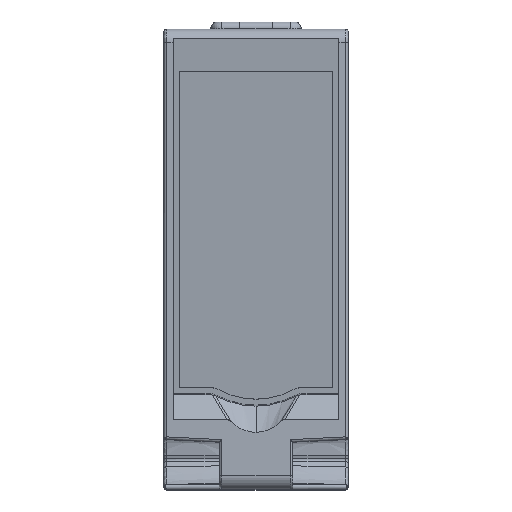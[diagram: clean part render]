
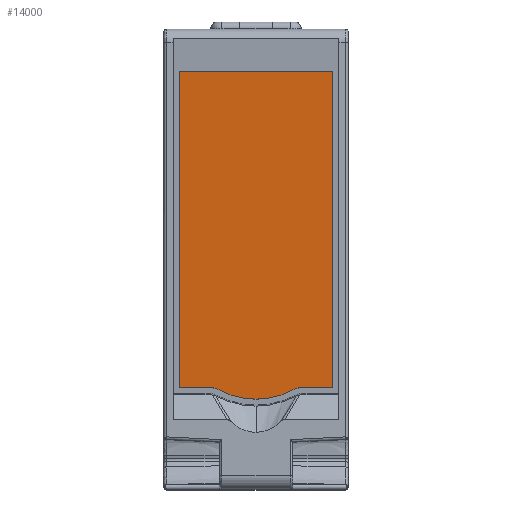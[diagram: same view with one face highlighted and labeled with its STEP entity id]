
A CAD part, top view. The second image highlights one B-rep face of the part: STEP entity #14000.
In plain terms, the highlighted planar face has unit normal (0, -0.096, 0.995).
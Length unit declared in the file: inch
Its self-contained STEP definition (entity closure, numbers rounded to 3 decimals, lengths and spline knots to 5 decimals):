
#114 = AXIS2_PLACEMENT_3D ( 'NONE', #1813, #5938, #8767 ) ;
#225 = ORIENTED_EDGE ( 'NONE', *, *, #5436, .T. ) ;
#264 = LINE ( 'NONE', #12060, #5854 ) ;
#593 = EDGE_CURVE ( 'NONE', #13546, #12655, #11621, .T. ) ;
#634 = EDGE_CURVE ( 'NONE', #7695, #10913, #15917, .T. ) ;
#999 = DIRECTION ( 'NONE',  ( -1., 0., 0. ) ) ;
#1780 = CARTESIAN_POINT ( 'NONE',  ( 0., 0.7135, -0.11887 ) ) ;
#1807 = LINE ( 'NONE', #15476, #17789 ) ;
#1813 = CARTESIAN_POINT ( 'NONE',  ( 0., 0.7135, -0.11887 ) ) ;
#1920 = CARTESIAN_POINT ( 'NONE',  ( -0.15661, 0.42579, -0.14657 ) ) ;
#2197 = ORIENTED_EDGE ( 'NONE', *, *, #8473, .T. ) ;
#2871 = VECTOR ( 'NONE', #15742, 39.37008 ) ;
#2956 = CIRCLE ( 'NONE', #7570, 0.07874 ) ;
#2964 = AXIS2_PLACEMENT_3D ( 'NONE', #1780, #10272, #16213 ) ;
#3667 = AXIS2_PLACEMENT_3D ( 'NONE', #19080, #5875, #5677 ) ;
#4584 = CARTESIAN_POINT ( 'NONE',  ( -0.19412, 0.35688, -0.1532 ) ) ;
#4701 = DIRECTION ( 'NONE',  ( -1., 0., 0. ) ) ;
#5436 = EDGE_CURVE ( 'NONE', #7695, #9705, #2956, .T. ) ;
#5497 = EDGE_CURVE ( 'NONE', #9236, #13546, #1807, .T. ) ;
#5677 = DIRECTION ( 'NONE',  ( 0., -0.995, -0.096 ) ) ;
#5854 = VECTOR ( 'NONE', #4701, 39.37008 ) ;
#5875 = DIRECTION ( 'NONE',  ( 0., 0.096, -0.995 ) ) ;
#5938 = DIRECTION ( 'NONE',  ( 0., -0.096, 0.995 ) ) ;
#6597 = ORIENTED_EDGE ( 'NONE', *, *, #634, .F. ) ;
#6761 = CARTESIAN_POINT ( 'NONE',  ( -0.32874, 1.7889, -0.01532 ) ) ;
#7081 = VECTOR ( 'NONE', #13887, 39.37008 ) ;
#7289 = CIRCLE ( 'NONE', #2964, 0.32874 ) ;
#7402 = CARTESIAN_POINT ( 'NONE',  ( 0.15661, 0.42579, -0.14657 ) ) ;
#7459 = EDGE_CURVE ( 'NONE', #10913, #9236, #15444, .T. ) ;
#7570 = AXIS2_PLACEMENT_3D ( 'NONE', #4584, #17878, #10502 ) ;
#7695 = VERTEX_POINT ( 'NONE', #12830 ) ;
#7935 = ORIENTED_EDGE ( 'NONE', *, *, #7459, .F. ) ;
#8140 = CARTESIAN_POINT ( 'NONE',  ( -0.32874, 0.43526, -0.14566 ) ) ;
#8473 = EDGE_CURVE ( 'NONE', #12673, #10556, #13882, .T. ) ;
#8582 = CARTESIAN_POINT ( 'NONE',  ( 0.32874, 0.43526, -0.14566 ) ) ;
#8767 = DIRECTION ( 'NONE',  ( 0., -0.995, -0.096 ) ) ;
#9038 = VECTOR ( 'NONE', #999, 39.37008 ) ;
#9236 = VERTEX_POINT ( 'NONE', #6761 ) ;
#9272 = ORIENTED_EDGE ( 'NONE', *, *, #5497, .F. ) ;
#9405 = ORIENTED_EDGE ( 'NONE', *, *, #593, .F. ) ;
#9705 = VERTEX_POINT ( 'NONE', #1920 ) ;
#10093 = CARTESIAN_POINT ( 'NONE',  ( 0.32874, 1.7889, -0.01532 ) ) ;
#10115 = CARTESIAN_POINT ( 'NONE',  ( -0.32874, 0.43526, -0.14566 ) ) ;
#10171 = CARTESIAN_POINT ( 'NONE',  ( 0.32874, 1.7889, -0.01532 ) ) ;
#10272 = DIRECTION ( 'NONE',  ( 0., 0.096, -0.995 ) ) ;
#10502 = DIRECTION ( 'NONE',  ( 0., -0.995, -0.096 ) ) ;
#10556 = VERTEX_POINT ( 'NONE', #11912 ) ;
#10913 = VERTEX_POINT ( 'NONE', #10115 ) ;
#11213 = EDGE_CURVE ( 'NONE', #12673, #9705, #7289, .T. ) ;
#11621 = LINE ( 'NONE', #10171, #2871 ) ;
#11673 = ORIENTED_EDGE ( 'NONE', *, *, #18909, .F. ) ;
#11912 = CARTESIAN_POINT ( 'NONE',  ( 0.19412, 0.43526, -0.14566 ) ) ;
#12044 = FACE_OUTER_BOUND ( 'NONE', #16120, .T. ) ;
#12060 = CARTESIAN_POINT ( 'NONE',  ( 0.17302, 0.43526, -0.14566 ) ) ;
#12655 = VERTEX_POINT ( 'NONE', #8582 ) ;
#12673 = VERTEX_POINT ( 'NONE', #7402 ) ;
#12830 = CARTESIAN_POINT ( 'NONE',  ( -0.19412, 0.43526, -0.14566 ) ) ;
#13546 = VERTEX_POINT ( 'NONE', #10093 ) ;
#13882 = CIRCLE ( 'NONE', #3667, 0.07874 ) ;
#13887 = DIRECTION ( 'NONE',  ( 0., 0.995, 0.096 ) ) ;
#14000 = ADVANCED_FACE ( 'NONE', ( #12044 ), #15081, .T. ) ;
#15074 = DIRECTION ( 'NONE',  ( 1., 0., 0. ) ) ;
#15081 = PLANE ( 'NONE',  #114 ) ;
#15444 = LINE ( 'NONE', #8140, #7081 ) ;
#15476 = CARTESIAN_POINT ( 'NONE',  ( -0.32874, 1.7889, -0.01532 ) ) ;
#15742 = DIRECTION ( 'NONE',  ( 0., -0.995, -0.096 ) ) ;
#15917 = LINE ( 'NONE', #17561, #9038 ) ;
#16120 = EDGE_LOOP ( 'NONE', ( #2197, #11673, #9405, #9272, #7935, #6597, #225, #16507 ) ) ;
#16213 = DIRECTION ( 'NONE',  ( 0., -0.995, -0.096 ) ) ;
#16507 = ORIENTED_EDGE ( 'NONE', *, *, #11213, .F. ) ;
#17561 = CARTESIAN_POINT ( 'NONE',  ( -0.32874, 0.43526, -0.14566 ) ) ;
#17789 = VECTOR ( 'NONE', #15074, 39.37008 ) ;
#17878 = DIRECTION ( 'NONE',  ( 0., 0.096, -0.995 ) ) ;
#18909 = EDGE_CURVE ( 'NONE', #12655, #10556, #264, .T. ) ;
#19080 = CARTESIAN_POINT ( 'NONE',  ( 0.19412, 0.35688, -0.1532 ) ) ;
